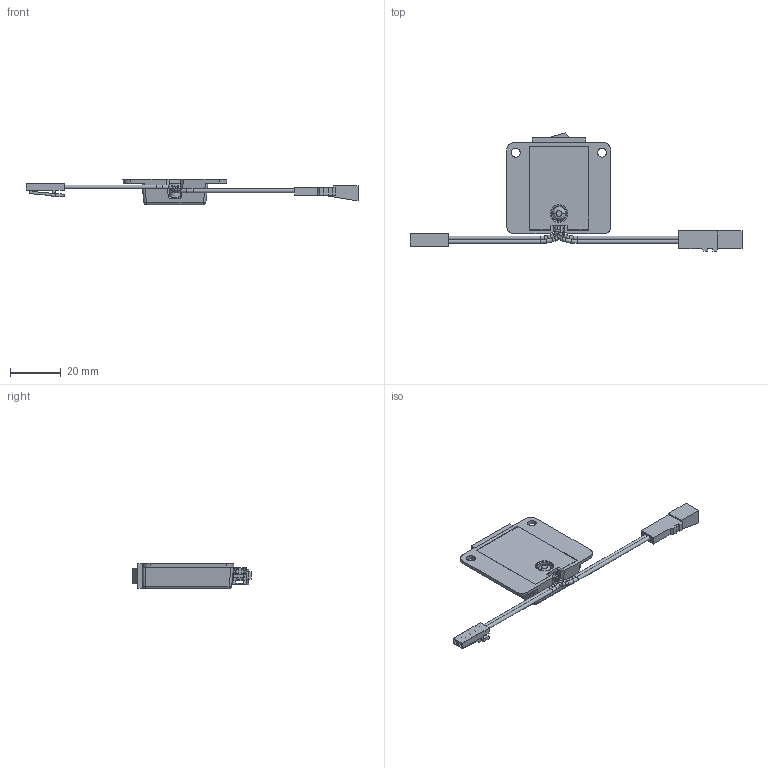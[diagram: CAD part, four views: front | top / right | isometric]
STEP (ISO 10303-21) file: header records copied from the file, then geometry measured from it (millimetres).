
FILE_DESCRIPTION (( 'STEP AP214' ), '1' );
FILE_NAME ('2000488 Wippschalter 12V 3A.STEP', '2022-11-30T14:13:02', ( '' ), ( '' ), 'SwSTEP 2.0', 'SolidWorks 2021', '' );
FILE_SCHEMA (( 'AUTOMOTIVE_DESIGN' ));
Length unit declared in the file: millimetre
Products named in the file (10): 2000488 Wippschalter 12V 3A; ADMI20207353XBAK_ASM.stp; MANIFOLD_SOLID_BREP_294.stp; MANIFOLD_SOLID_BREP_291.stp; MANIFOLD_SOLID_BREP_289.stp; P1.stp; MANIFOLD_SOLID_BREP_288.stp; MANIFOLD_SOLID_BREP_292.stp; MANIFOLD_SOLID_BREP_290.stp; MANIFOLD_SOLID_BREP_293.stp
Assembly tree (9 placements, depth 3):
  2000488 Wippschalter 12V 3A
    ADMI20207353XBAK_ASM.stp
      MANIFOLD_SOLID_BREP_288.stp
      MANIFOLD_SOLID_BREP_289.stp
      MANIFOLD_SOLID_BREP_290.stp
      MANIFOLD_SOLID_BREP_291.stp
      MANIFOLD_SOLID_BREP_292.stp
      MANIFOLD_SOLID_BREP_293.stp
      MANIFOLD_SOLID_BREP_294.stp
      P1.stp
Bounding box: 130.8 x 46.66 x 10 mm (x, y, z)
Volume: 8070.2 mm3; surface area: 11200 mm2
Topology: 8 solids, 8 shells, 541 faces, 1445 edges, 943 vertices
Faces by surface type: plane 336, cylinder 78, torus 56, bspline 54, cone 12, sphere 5
Entity records: 20324 total; most frequent: CARTESIAN_POINT 6796, ORIENTED_EDGE 2886, DIRECTION 2456, EDGE_CURVE 1443, VECTOR 1002, LINE 1002, VERTEX_POINT 943, AXIS2_PLACEMENT_3D 727
